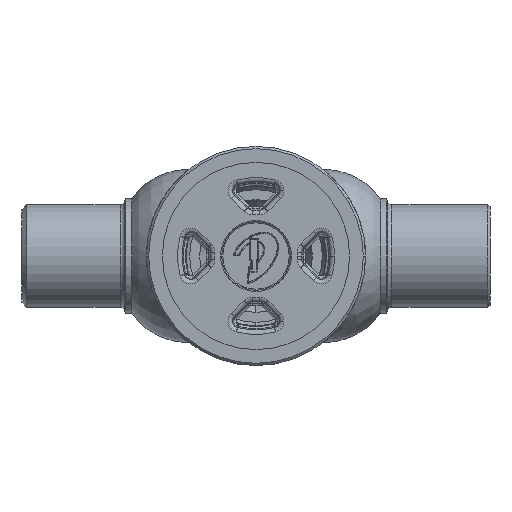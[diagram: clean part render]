
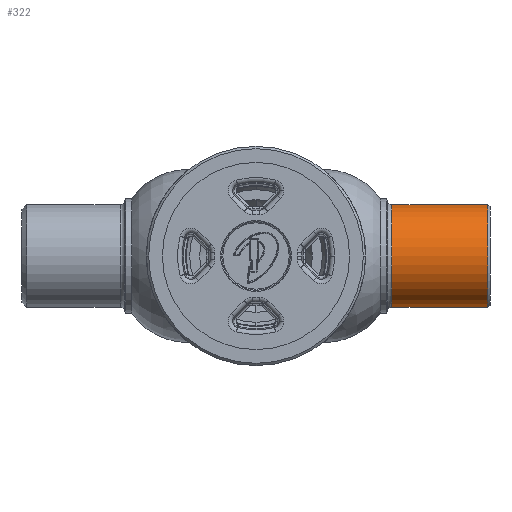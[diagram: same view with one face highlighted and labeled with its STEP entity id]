
A CAD part, front view. The second image highlights one B-rep face of the part: STEP entity #322.
In plain terms, the highlighted cylindrical face has radius 22.5 mm (diameter 45 mm), a partial arc.
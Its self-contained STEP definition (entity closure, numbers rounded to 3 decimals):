
#16 = VECTOR ( 'NONE', #3037, 1000. ) ;
#322 = ADVANCED_FACE ( 'NONE', ( #2582 ), #2356, .T. ) ;
#393 = CARTESIAN_POINT ( 'NONE',  ( 101.5, 329., 0. ) ) ;
#801 = AXIS2_PLACEMENT_3D ( 'NONE', #393, #5617, #1178 ) ;
#830 = EDGE_LOOP ( 'NONE', ( #7679, #2738, #1063, #6122 ) ) ;
#1063 = ORIENTED_EDGE ( 'NONE', *, *, #9531, .F. ) ;
#1178 = DIRECTION ( 'NONE',  ( 0., 0., 1. ) ) ;
#1387 = EDGE_CURVE ( 'NONE', #8943, #8191, #2125, .T. ) ;
#1462 = AXIS2_PLACEMENT_3D ( 'NONE', #7018, #5593, #6895 ) ;
#2125 = LINE ( 'NONE', #3611, #16 ) ;
#2321 = CARTESIAN_POINT ( 'NONE',  ( 59.5, 329., -22.5 ) ) ;
#2356 = CYLINDRICAL_SURFACE ( 'NONE', #1462, 22.5 ) ;
#2452 = CARTESIAN_POINT ( 'NONE',  ( 101.5, 329., -22.5 ) ) ;
#2582 = FACE_OUTER_BOUND ( 'NONE', #830, .T. ) ;
#2590 = VERTEX_POINT ( 'NONE', #2321 ) ;
#2738 = ORIENTED_EDGE ( 'NONE', *, *, #5691, .T. ) ;
#3037 = DIRECTION ( 'NONE',  ( 1., 0., 0. ) ) ;
#3609 = DIRECTION ( 'NONE',  ( 1., 0., 0. ) ) ;
#3611 = CARTESIAN_POINT ( 'NONE',  ( 95.215, 329., 22.5 ) ) ;
#4130 = CARTESIAN_POINT ( 'NONE',  ( 59.5, 329., 0. ) ) ;
#4218 = VECTOR ( 'NONE', #3609, 1000. ) ;
#4340 = CARTESIAN_POINT ( 'NONE',  ( 95.215, 329., -22.5 ) ) ;
#4449 = CIRCLE ( 'NONE', #7099, 22.5 ) ;
#5593 = DIRECTION ( 'NONE',  ( 1., 0., 0. ) ) ;
#5617 = DIRECTION ( 'NONE',  ( 1., 0., 0. ) ) ;
#5691 = EDGE_CURVE ( 'NONE', #2590, #9071, #8061, .T. ) ;
#6122 = ORIENTED_EDGE ( 'NONE', *, *, #1387, .F. ) ;
#6455 = CARTESIAN_POINT ( 'NONE',  ( 101.5, 329., 22.5 ) ) ;
#6752 = CARTESIAN_POINT ( 'NONE',  ( 59.5, 329., 22.5 ) ) ;
#6833 = EDGE_CURVE ( 'NONE', #8943, #2590, #4449, .T. ) ;
#6895 = DIRECTION ( 'NONE',  ( 0., 0., 1. ) ) ;
#7018 = CARTESIAN_POINT ( 'NONE',  ( 95.215, 329., 0. ) ) ;
#7099 = AXIS2_PLACEMENT_3D ( 'NONE', #4130, #9182, #8034 ) ;
#7679 = ORIENTED_EDGE ( 'NONE', *, *, #6833, .T. ) ;
#8034 = DIRECTION ( 'NONE',  ( 0., 0., -1. ) ) ;
#8061 = LINE ( 'NONE', #4340, #4218 ) ;
#8191 = VERTEX_POINT ( 'NONE', #6455 ) ;
#8943 = VERTEX_POINT ( 'NONE', #6752 ) ;
#9071 = VERTEX_POINT ( 'NONE', #2452 ) ;
#9182 = DIRECTION ( 'NONE',  ( 1., 0., 0. ) ) ;
#9229 = CIRCLE ( 'NONE', #801, 22.5 ) ;
#9531 = EDGE_CURVE ( 'NONE', #8191, #9071, #9229, .T. ) ;
